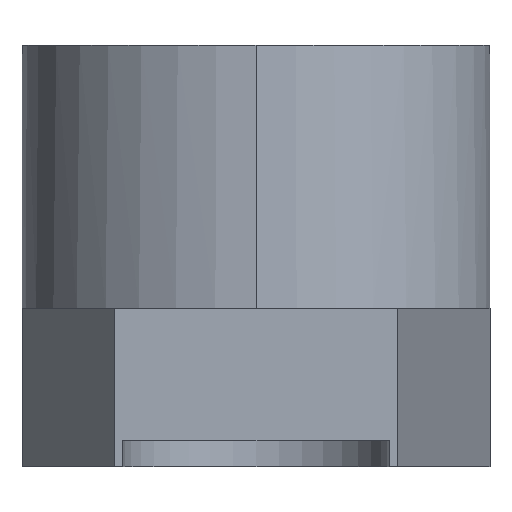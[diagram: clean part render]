
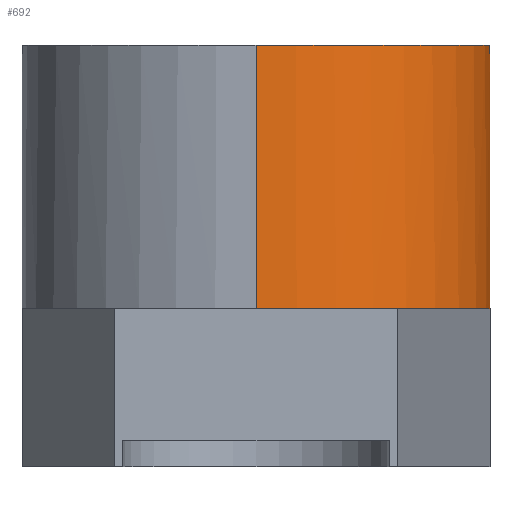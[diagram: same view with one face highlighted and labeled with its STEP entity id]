
A CAD part, left-side view. The second image highlights one B-rep face of the part: STEP entity #692.
In plain terms, the highlighted cylindrical face has radius 17.75 mm (diameter 35.5 mm), a partial arc.
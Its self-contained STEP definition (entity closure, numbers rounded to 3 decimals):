
#21 = DIRECTION ( 'NONE',  ( 0., 0., -1. ) ) ;
#25 = DIRECTION ( 'NONE',  ( 0., 0., 1. ) ) ;
#27 = CIRCLE ( 'NONE', #946, 17.75 ) ;
#34 = CARTESIAN_POINT ( 'NONE',  ( 17.236, -4.239, 32. ) ) ;
#39 = EDGE_CURVE ( 'NONE', #644, #715, #261, .T. ) ;
#40 = CARTESIAN_POINT ( 'NONE',  ( 17.236, -4.239, 0. ) ) ;
#48 = AXIS2_PLACEMENT_3D ( 'NONE', #220, #884, #732 ) ;
#75 = FACE_OUTER_BOUND ( 'NONE', #233, .T. ) ;
#106 = ORIENTED_EDGE ( 'NONE', *, *, #289, .T. ) ;
#111 = CARTESIAN_POINT ( 'NONE',  ( -17.75, 0., 32. ) ) ;
#125 = LINE ( 'NONE', #914, #503 ) ;
#191 = CARTESIAN_POINT ( 'NONE',  ( 0., -17.75, 0. ) ) ;
#201 = ORIENTED_EDGE ( 'NONE', *, *, #39, .F. ) ;
#216 = AXIS2_PLACEMENT_3D ( 'NONE', #256, #25, #836 ) ;
#220 = CARTESIAN_POINT ( 'NONE',  ( 0., 0., 32. ) ) ;
#233 = EDGE_LOOP ( 'NONE', ( #201, #316, #435, #386, #262, #106 ) ) ;
#242 = CARTESIAN_POINT ( 'NONE',  ( 0., -17.75, 12. ) ) ;
#256 = CARTESIAN_POINT ( 'NONE',  ( 0., 0., 0. ) ) ;
#261 = CIRCLE ( 'NONE', #814, 17.75 ) ;
#262 = ORIENTED_EDGE ( 'NONE', *, *, #719, .T. ) ;
#264 = VECTOR ( 'NONE', #449, 1000. ) ;
#289 = EDGE_CURVE ( 'NONE', #789, #715, #466, .T. ) ;
#314 = VERTEX_POINT ( 'NONE', #375 ) ;
#316 = ORIENTED_EDGE ( 'NONE', *, *, #388, .T. ) ;
#325 = CARTESIAN_POINT ( 'NONE',  ( 17.236, -4.239, 32. ) ) ;
#327 = CIRCLE ( 'NONE', #216, 17.75 ) ;
#346 = LINE ( 'NONE', #111, #625 ) ;
#375 = CARTESIAN_POINT ( 'NONE',  ( -17.75, 0., 12. ) ) ;
#386 = ORIENTED_EDGE ( 'NONE', *, *, #575, .T. ) ;
#388 = EDGE_CURVE ( 'NONE', #644, #314, #346, .T. ) ;
#420 = DIRECTION ( 'NONE',  ( 0., 0., -1. ) ) ;
#435 = ORIENTED_EDGE ( 'NONE', *, *, #507, .F. ) ;
#449 = DIRECTION ( 'NONE',  ( 0., 0., 1. ) ) ;
#466 = LINE ( 'NONE', #325, #264 ) ;
#503 = VECTOR ( 'NONE', #21, 1000. ) ;
#507 = EDGE_CURVE ( 'NONE', #699, #314, #27, .T. ) ;
#527 = CARTESIAN_POINT ( 'NONE',  ( 0., 0., 32. ) ) ;
#572 = DIRECTION ( 'NONE',  ( 0., 0., -1. ) ) ;
#575 = EDGE_CURVE ( 'NONE', #699, #852, #125, .T. ) ;
#576 = CYLINDRICAL_SURFACE ( 'NONE', #48, 17.75 ) ;
#590 = CARTESIAN_POINT ( 'NONE',  ( 0., 0., 12. ) ) ;
#625 = VECTOR ( 'NONE', #420, 1000. ) ;
#644 = VERTEX_POINT ( 'NONE', #894 ) ;
#692 = ADVANCED_FACE ( 'NONE', ( #75 ), #576, .T. ) ;
#699 = VERTEX_POINT ( 'NONE', #242 ) ;
#715 = VERTEX_POINT ( 'NONE', #34 ) ;
#719 = EDGE_CURVE ( 'NONE', #852, #789, #327, .T. ) ;
#729 = DIRECTION ( 'NONE',  ( 1., 0., 0. ) ) ;
#732 = DIRECTION ( 'NONE',  ( -1., 0., 0. ) ) ;
#759 = DIRECTION ( 'NONE',  ( 0., 0., 1. ) ) ;
#789 = VERTEX_POINT ( 'NONE', #40 ) ;
#814 = AXIS2_PLACEMENT_3D ( 'NONE', #527, #759, #916 ) ;
#836 = DIRECTION ( 'NONE',  ( -1., 0., 0. ) ) ;
#852 = VERTEX_POINT ( 'NONE', #191 ) ;
#884 = DIRECTION ( 'NONE',  ( 0., 0., -1. ) ) ;
#894 = CARTESIAN_POINT ( 'NONE',  ( -17.75, 0., 32. ) ) ;
#914 = CARTESIAN_POINT ( 'NONE',  ( 0., -17.75, 32. ) ) ;
#916 = DIRECTION ( 'NONE',  ( -1., 0., 0. ) ) ;
#946 = AXIS2_PLACEMENT_3D ( 'NONE', #590, #572, #729 ) ;
